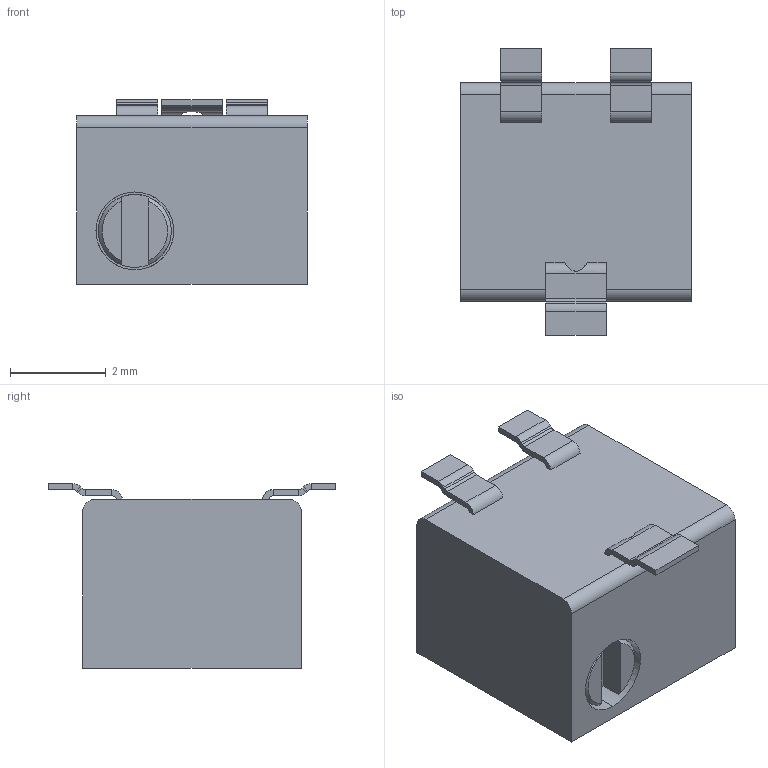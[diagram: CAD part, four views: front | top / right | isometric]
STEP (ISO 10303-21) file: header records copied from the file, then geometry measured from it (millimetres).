
FILE_DESCRIPTION((''),'2;1');
FILE_NAME('33756-69200_0_2','2012-10-25T',('stevec'),('Bourns, Inc.'),'PRO/ENGINEER BY PARAMETRIC TECHNOLOGY CORPORATION, 2012230','PRO/ENGINEER BY PARAMETRIC TECHNOLOGY CORPORATION, 2012230','');
FILE_SCHEMA(('CONFIG_CONTROL_DESIGN'));
Length unit declared in the file: inch
Products named in the file (1): 33756-69200_0_2
Bounding box: 4.83 x 5.99 x 3.86 mm (x, y, z)
Volume: 77.6 mm3; surface area: 129 mm2
Topology: 1 solids, 1 shells, 98 faces, 217 edges, 125 vertices
Faces by surface type: plane 69, cylinder 24, cone 4, bspline 1
Entity records: 2798 total; most frequent: CARTESIAN_POINT 586, DIRECTION 461, ORIENTED_EDGE 434, EDGE_CURVE 217, AXIS2_PLACEMENT_3D 155, VECTOR 151, LINE 151, VERTEX_POINT 125
